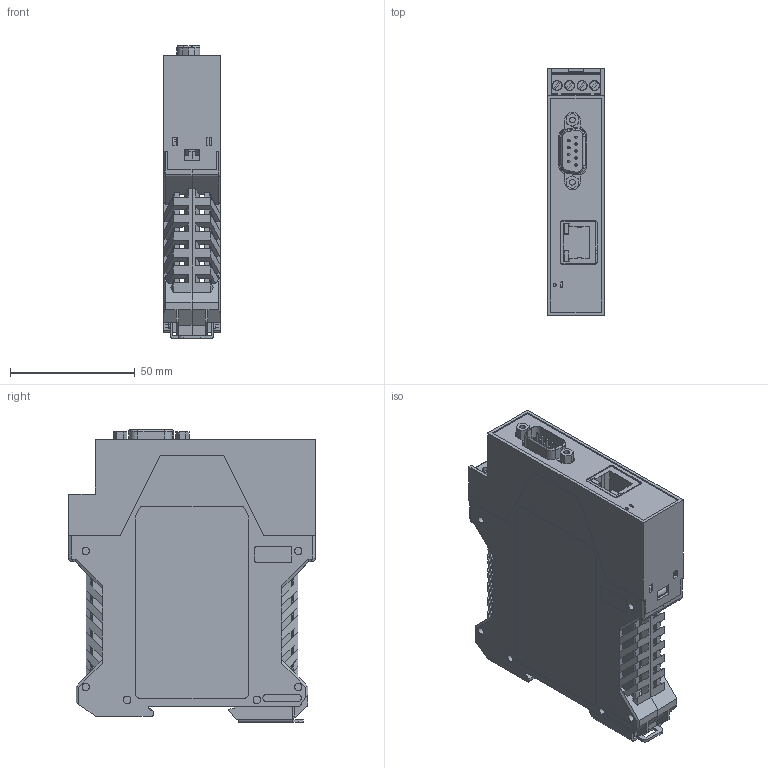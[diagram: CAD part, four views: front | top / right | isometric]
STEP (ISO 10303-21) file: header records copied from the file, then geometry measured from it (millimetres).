
FILE_DESCRIPTION (( 'STEP AP214' ), '1' );
FILE_NAME ('99600-2 DEVICEMASTER DM-2101 (1P1E-DB9M).STEP', '2017-02-01T22:17:41', ( '' ), ( '' ), 'SwSTEP 2.0', 'SolidWorks 2016', '' );
FILE_SCHEMA (( 'AUTOMOTIVE_DESIGN' ));
Length unit declared in the file: inch
Products named in the file (1): 99600-2 DEVICEMASTER DM-2101 (1P1E-DB9M)
Bounding box: 22.6 x 99 x 117.62 mm (x, y, z)
Volume: 71060.7 mm3; surface area: 88801.3 mm2
Topology: 21 solids, 22 shells, 2123 faces, 6055 edges, 3953 vertices
Faces by surface type: plane 1613, cylinder 462, torus 21, cone 16, sphere 11
Entity records: 70415 total; most frequent: CARTESIAN_POINT 12771, ORIENTED_EDGE 12050, DIRECTION 11166, EDGE_CURVE 6025, VECTOR 4946, LINE 4946, VERTEX_POINT 3933, AXIS2_PLACEMENT_3D 3110
